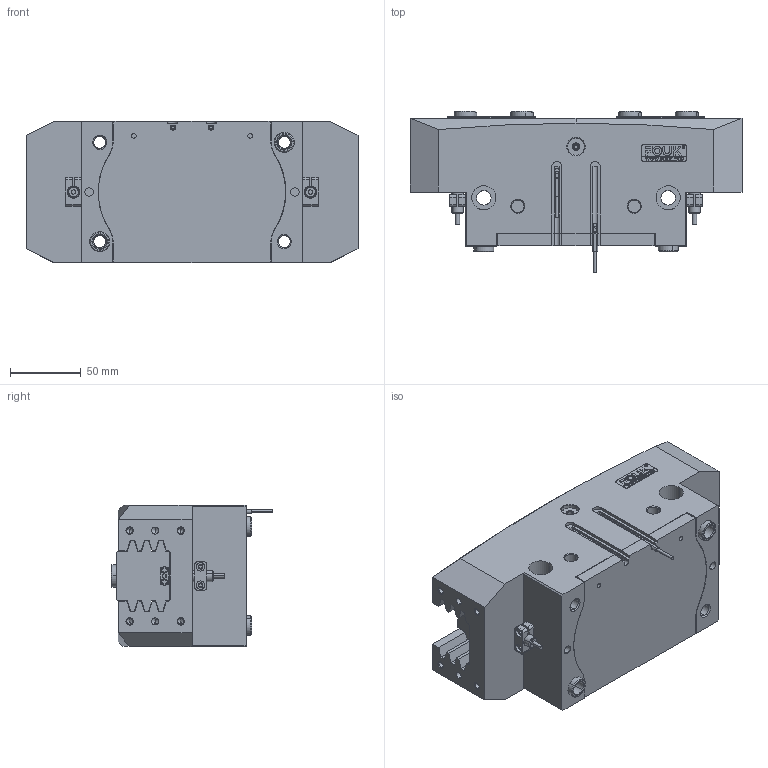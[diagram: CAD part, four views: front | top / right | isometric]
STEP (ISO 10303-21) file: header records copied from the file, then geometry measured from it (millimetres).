
FILE_DESCRIPTION (( 'STEP AP203' ), '1' );
FILE_NAME ('FR99-234.STEP', '2025-05-06T08:43:35', ( 'USER-' ), ( 'Microsoft' ), 'SwSTEP 2.0', 'SolidWorks 2018', '' );
FILE_SCHEMA (( 'CONFIG_CONTROL_DESIGN' ));
Length unit declared in the file: millimetre
Products named in the file (14): ﾏ擎ﾗ16｡ﾁ12｡ﾁ8; 揤輸蚾饜极; 32x12-R2; 揤輸杅耀.sldasm-Part-9; TRT99-234-MX-05菁裔啣; 内六角圆柱头螺钉[GBT70_1-2008][M2.5×8]_M2.5×8; TRT99-234-MX-06 笢猾え; ﾏ擎ﾗ14｡ﾁ10｡ﾁ8; FR99-234; 8x30諉輪羲壽; TRT99-234-MX-02 喘倛賑輸; TRT99-234-MX-01 喘倛褲极; 棠羲換覜ん; P-GS-T-01 喘倛蚚標釱
Assembly tree (23 placements, depth 3):
  FR99-234
    TRT99-234-MX-01 喘倛褲极
    TRT99-234-MX-02 喘倛賑輸  x2
    TRT99-234-MX-05菁裔啣
    TRT99-234-MX-06 笢猾え
    P-GS-T-01 喘倛蚚標釱  x2
    8x30諉輪羲壽  x2
    揤輸蚾饜极  x2
      揤輸杅耀.sldasm-Part-9
      内六角圆柱头螺钉[GBT70_1-2008][M2.5×8]_M2.5×8
    32x12-R2
    棠羲換覜ん  x2
    ﾏ擎ﾗ16｡ﾁ12｡ﾁ8  x4
    ﾏ擎ﾗ14｡ﾁ10｡ﾁ8  x2
Bounding box: 234 x 113.85 x 100 mm (x, y, z)
Volume: 1615579.4 mm3; surface area: 244214.6 mm2
Topology: 24 solids, 32 shells, 1413 faces, 3599 edges, 2283 vertices
Faces by surface type: plane 614, cylinder 387, cone 241, bspline 155, torus 16
Entity records: 41335 total; most frequent: CARTESIAN_POINT 12885, ORIENTED_EDGE 5692, DIRECTION 5189, EDGE_CURVE 2846, VERTEX_POINT 1853, LINE 1791, VECTOR 1791, AXIS2_PLACEMENT_3D 1699
